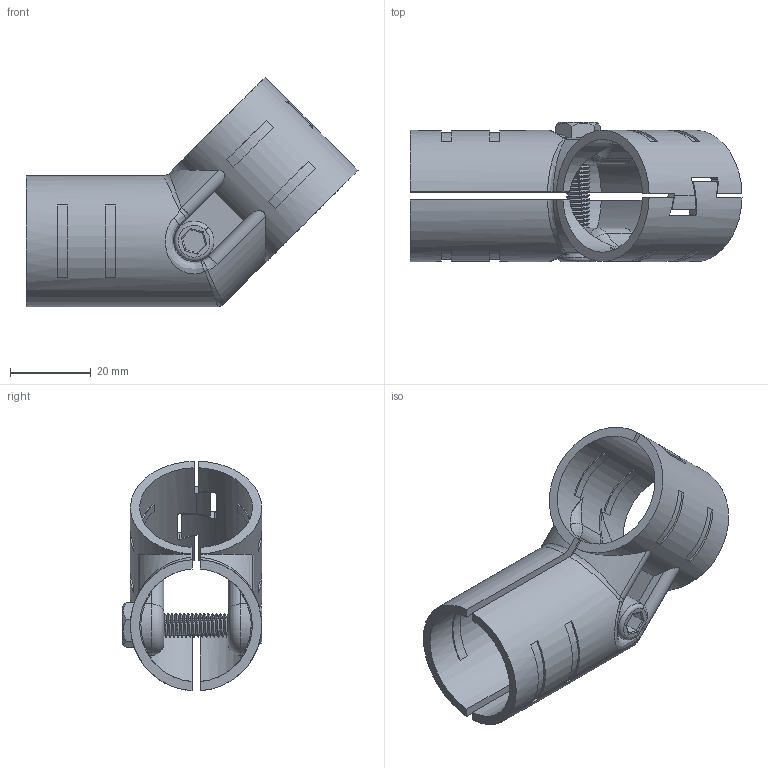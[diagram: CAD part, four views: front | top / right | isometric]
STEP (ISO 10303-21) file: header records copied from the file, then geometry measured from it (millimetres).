
FILE_DESCRIPTION (( 'STEP AP214' ), '1' );
FILE_NAME ('Ñîåäèíèòåëü.STEP', '2025-11-05T12:48:03', ( '' ), ( '' ), 'SwSTEP 2.0', 'SolidWorks 2021', '' );
FILE_SCHEMA (( 'AUTOMOTIVE_DESIGN' ));
Length unit declared in the file: millimetre
Products named in the file (5): 扻豵鵨 2; Ãàéêà; 扻豵鵨 1; 鎔艜; Ñîåäèíèòåëü
Assembly tree (4 placements, depth 2):
  Ñîåäèíèòåëü
    鎔艜
    Ãàéêà
    扻豵鵨 1
    扻豵鵨 2
Bounding box: 82.42 x 34.6 x 56.99 mm (x, y, z)
Volume: 18636.5 mm3; surface area: 18470.9 mm2
Topology: 4 solids, 4 shells, 297 faces, 771 edges, 501 vertices
Faces by surface type: cylinder 126, plane 120, bspline 31, cone 10, torus 8, sphere 2
Entity records: 22755 total; most frequent: CARTESIAN_POINT 12753, ORIENTED_EDGE 1542, DIRECTION 1057, EDGE_CURVE 771, VERTEX_POINT 501, AXIS2_PLACEMENT_3D 353, LINE 351, VECTOR 351
